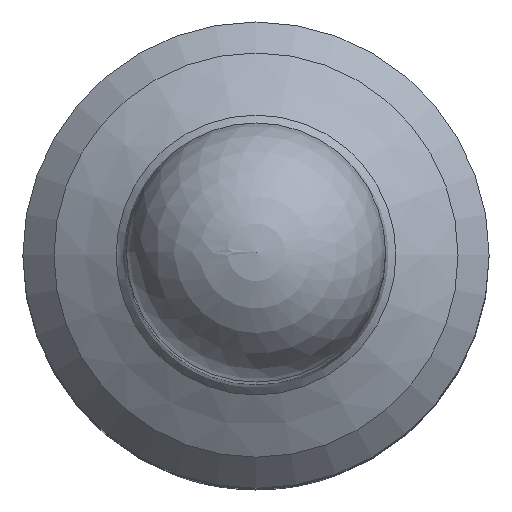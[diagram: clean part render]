
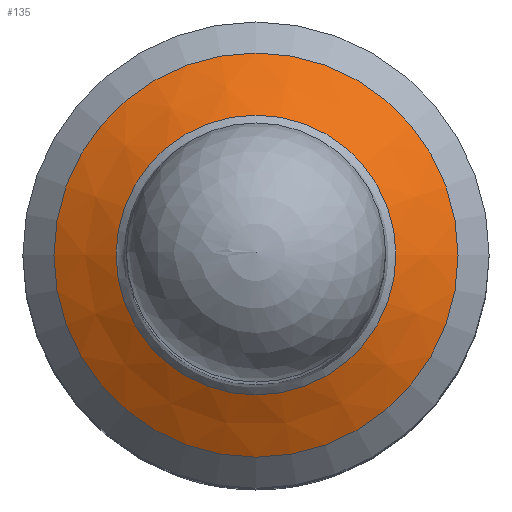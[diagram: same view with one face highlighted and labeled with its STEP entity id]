
A CAD part, top view. The second image highlights one B-rep face of the part: STEP entity #135.
In plain terms, the highlighted conical face has half-angle 60 degrees and reference radius 1.35 mm.
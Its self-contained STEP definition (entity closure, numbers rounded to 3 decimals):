
#70=CONICAL_SURFACE('',#381,1.35,60.);
#90=FACE_BOUND('',#175,.T.);
#91=FACE_BOUND('',#176,.T.);
#119=CIRCLE('',#379,1.35);
#120=CIRCLE('',#380,1.95);
#135=ADVANCED_FACE('',(#90,#91),#70,.T.);
#175=EDGE_LOOP('',(#242));
#176=EDGE_LOOP('',(#243));
#242=ORIENTED_EDGE('',*,*,#318,.F.);
#243=ORIENTED_EDGE('',*,*,#317,.T.);
#287=VERTEX_POINT('',#632);
#288=VERTEX_POINT('',#655);
#317=EDGE_CURVE('',#287,#287,#119,.T.);
#318=EDGE_CURVE('',#288,#288,#120,.T.);
#379=AXIS2_PLACEMENT_3D('',#631,#436,#437);
#380=AXIS2_PLACEMENT_3D('',#654,#438,#439);
#381=AXIS2_PLACEMENT_3D('',#656,#440,#441);
#436=DIRECTION('',(0.,0.,-1.));
#437=DIRECTION('',(-1.,0.,0.));
#438=DIRECTION('',(0.,0.,-1.));
#439=DIRECTION('',(-1.,0.,0.));
#440=DIRECTION('',(0.,0.,-1.));
#441=DIRECTION('',(-1.,0.,0.));
#631=CARTESIAN_POINT('',(0.,0.,9.842));
#632=CARTESIAN_POINT('',(-1.35,0.,9.842));
#654=CARTESIAN_POINT('',(0.,0.,9.496));
#655=CARTESIAN_POINT('',(-1.95,0.,9.496));
#656=CARTESIAN_POINT('',(0.,0.,9.842));
